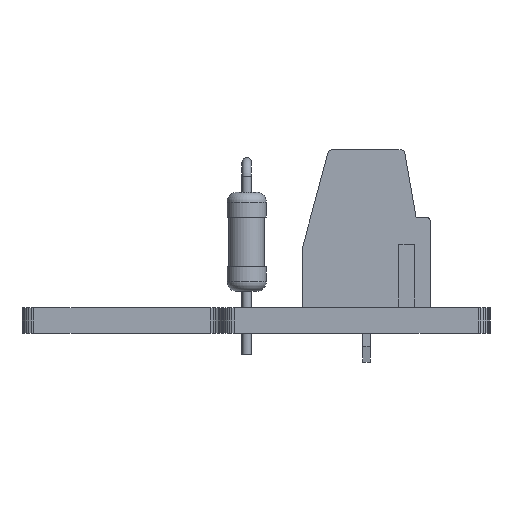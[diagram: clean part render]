
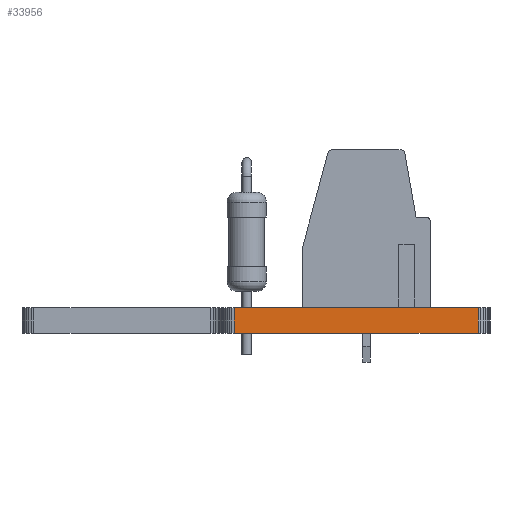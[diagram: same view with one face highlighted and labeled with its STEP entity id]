
A CAD part, front view. The second image highlights one B-rep face of the part: STEP entity #33956.
In plain terms, the highlighted planar face has unit normal (0, -1, 0).
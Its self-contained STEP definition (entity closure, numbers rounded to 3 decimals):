
#14097 = PLANE('',#14098);
#14098 = AXIS2_PLACEMENT_3D('',#14099,#14100,#14101);
#14099 = CARTESIAN_POINT('',(142.348,-105.422,1.6));
#14100 = DIRECTION('',(-0.,-0.,-1.));
#14101 = DIRECTION('',(-1.,0.,0.));
#14151 = PLANE('',#14152);
#14152 = AXIS2_PLACEMENT_3D('',#14153,#14154,#14155);
#14153 = CARTESIAN_POINT('',(142.348,-105.422,0.));
#14154 = DIRECTION('',(-0.,-0.,-1.));
#14155 = DIRECTION('',(-1.,0.,0.));
#14624 = VERTEX_POINT('',#14625);
#14625 = CARTESIAN_POINT('',(160.386,-132.092,0.));
#14639 = PLANE('',#14640);
#14640 = AXIS2_PLACEMENT_3D('',#14641,#14642,#14643);
#14641 = CARTESIAN_POINT('',(160.553,-132.073,0.));
#14642 = DIRECTION('',(0.112,-0.994,0.));
#14643 = DIRECTION('',(-0.994,-0.112,0.));
#14651 = EDGE_CURVE('',#14624,#14652,#14654,.T.);
#14652 = VERTEX_POINT('',#14653);
#14653 = CARTESIAN_POINT('',(144.886,-132.092,0.));
#14654 = SURFACE_CURVE('',#14655,(#14659,#14666),.PCURVE_S1.);
#14655 = LINE('',#14656,#14657);
#14656 = CARTESIAN_POINT('',(160.386,-132.092,0.));
#14657 = VECTOR('',#14658,1.);
#14658 = DIRECTION('',(-1.,0.,0.));
#14659 = PCURVE('',#14151,#14660);
#14660 = DEFINITIONAL_REPRESENTATION('',(#14661),#14665);
#14661 = LINE('',#14662,#14663);
#14662 = CARTESIAN_POINT('',(-18.038,-26.67));
#14663 = VECTOR('',#14664,1.);
#14664 = DIRECTION('',(1.,0.));
#14665 = ( GEOMETRIC_REPRESENTATION_CONTEXT(2) 
PARAMETRIC_REPRESENTATION_CONTEXT() REPRESENTATION_CONTEXT('2D SPACE',''
  ) );
#14666 = PCURVE('',#14667,#14672);
#14667 = PLANE('',#14668);
#14668 = AXIS2_PLACEMENT_3D('',#14669,#14670,#14671);
#14669 = CARTESIAN_POINT('',(160.386,-132.092,0.));
#14670 = DIRECTION('',(0.,-1.,0.));
#14671 = DIRECTION('',(-1.,0.,0.));
#14672 = DEFINITIONAL_REPRESENTATION('',(#14673),#14677);
#14673 = LINE('',#14674,#14675);
#14674 = CARTESIAN_POINT('',(0.,-0.));
#14675 = VECTOR('',#14676,1.);
#14676 = DIRECTION('',(1.,0.));
#14677 = ( GEOMETRIC_REPRESENTATION_CONTEXT(2) 
PARAMETRIC_REPRESENTATION_CONTEXT() REPRESENTATION_CONTEXT('2D SPACE',''
  ) );
#14695 = PLANE('',#14696);
#14696 = AXIS2_PLACEMENT_3D('',#14697,#14698,#14699);
#14697 = CARTESIAN_POINT('',(144.886,-132.092,0.));
#14698 = DIRECTION('',(-0.112,-0.994,0.));
#14699 = DIRECTION('',(-0.994,0.112,0.));
#24970 = VERTEX_POINT('',#24971);
#24971 = CARTESIAN_POINT('',(160.386,-132.092,1.6));
#24992 = EDGE_CURVE('',#24970,#24993,#24995,.T.);
#24993 = VERTEX_POINT('',#24994);
#24994 = CARTESIAN_POINT('',(144.886,-132.092,1.6));
#24995 = SURFACE_CURVE('',#24996,(#25000,#25007),.PCURVE_S1.);
#24996 = LINE('',#24997,#24998);
#24997 = CARTESIAN_POINT('',(160.386,-132.092,1.6));
#24998 = VECTOR('',#24999,1.);
#24999 = DIRECTION('',(-1.,0.,0.));
#25000 = PCURVE('',#14097,#25001);
#25001 = DEFINITIONAL_REPRESENTATION('',(#25002),#25006);
#25002 = LINE('',#25003,#25004);
#25003 = CARTESIAN_POINT('',(-18.038,-26.67));
#25004 = VECTOR('',#25005,1.);
#25005 = DIRECTION('',(1.,0.));
#25006 = ( GEOMETRIC_REPRESENTATION_CONTEXT(2) 
PARAMETRIC_REPRESENTATION_CONTEXT() REPRESENTATION_CONTEXT('2D SPACE',''
  ) );
#25007 = PCURVE('',#14667,#25008);
#25008 = DEFINITIONAL_REPRESENTATION('',(#25009),#25013);
#25009 = LINE('',#25010,#25011);
#25010 = CARTESIAN_POINT('',(0.,-1.6));
#25011 = VECTOR('',#25012,1.);
#25012 = DIRECTION('',(1.,0.));
#25013 = ( GEOMETRIC_REPRESENTATION_CONTEXT(2) 
PARAMETRIC_REPRESENTATION_CONTEXT() REPRESENTATION_CONTEXT('2D SPACE',''
  ) );
#33908 = EDGE_CURVE('',#14624,#24970,#33909,.T.);
#33909 = SURFACE_CURVE('',#33910,(#33914,#33921),.PCURVE_S1.);
#33910 = LINE('',#33911,#33912);
#33911 = CARTESIAN_POINT('',(160.386,-132.092,0.));
#33912 = VECTOR('',#33913,1.);
#33913 = DIRECTION('',(0.,0.,1.));
#33914 = PCURVE('',#14639,#33915);
#33915 = DEFINITIONAL_REPRESENTATION('',(#33916),#33920);
#33916 = LINE('',#33917,#33918);
#33917 = CARTESIAN_POINT('',(0.168,0.));
#33918 = VECTOR('',#33919,1.);
#33919 = DIRECTION('',(0.,-1.));
#33920 = ( GEOMETRIC_REPRESENTATION_CONTEXT(2) 
PARAMETRIC_REPRESENTATION_CONTEXT() REPRESENTATION_CONTEXT('2D SPACE',''
  ) );
#33921 = PCURVE('',#14667,#33922);
#33922 = DEFINITIONAL_REPRESENTATION('',(#33923),#33927);
#33923 = LINE('',#33924,#33925);
#33924 = CARTESIAN_POINT('',(0.,-0.));
#33925 = VECTOR('',#33926,1.);
#33926 = DIRECTION('',(0.,-1.));
#33927 = ( GEOMETRIC_REPRESENTATION_CONTEXT(2) 
PARAMETRIC_REPRESENTATION_CONTEXT() REPRESENTATION_CONTEXT('2D SPACE',''
  ) );
#33956 = ADVANCED_FACE('',(#33957),#14667,.T.);
#33957 = FACE_BOUND('',#33958,.T.);
#33958 = EDGE_LOOP('',(#33959,#33960,#33961,#33982));
#33959 = ORIENTED_EDGE('',*,*,#33908,.T.);
#33960 = ORIENTED_EDGE('',*,*,#24992,.T.);
#33961 = ORIENTED_EDGE('',*,*,#33962,.F.);
#33962 = EDGE_CURVE('',#14652,#24993,#33963,.T.);
#33963 = SURFACE_CURVE('',#33964,(#33968,#33975),.PCURVE_S1.);
#33964 = LINE('',#33965,#33966);
#33965 = CARTESIAN_POINT('',(144.886,-132.092,0.));
#33966 = VECTOR('',#33967,1.);
#33967 = DIRECTION('',(0.,0.,1.));
#33968 = PCURVE('',#14667,#33969);
#33969 = DEFINITIONAL_REPRESENTATION('',(#33970),#33974);
#33970 = LINE('',#33971,#33972);
#33971 = CARTESIAN_POINT('',(15.5,0.));
#33972 = VECTOR('',#33973,1.);
#33973 = DIRECTION('',(0.,-1.));
#33974 = ( GEOMETRIC_REPRESENTATION_CONTEXT(2) 
PARAMETRIC_REPRESENTATION_CONTEXT() REPRESENTATION_CONTEXT('2D SPACE',''
  ) );
#33975 = PCURVE('',#14695,#33976);
#33976 = DEFINITIONAL_REPRESENTATION('',(#33977),#33981);
#33977 = LINE('',#33978,#33979);
#33978 = CARTESIAN_POINT('',(0.,0.));
#33979 = VECTOR('',#33980,1.);
#33980 = DIRECTION('',(0.,-1.));
#33981 = ( GEOMETRIC_REPRESENTATION_CONTEXT(2) 
PARAMETRIC_REPRESENTATION_CONTEXT() REPRESENTATION_CONTEXT('2D SPACE',''
  ) );
#33982 = ORIENTED_EDGE('',*,*,#14651,.F.);
